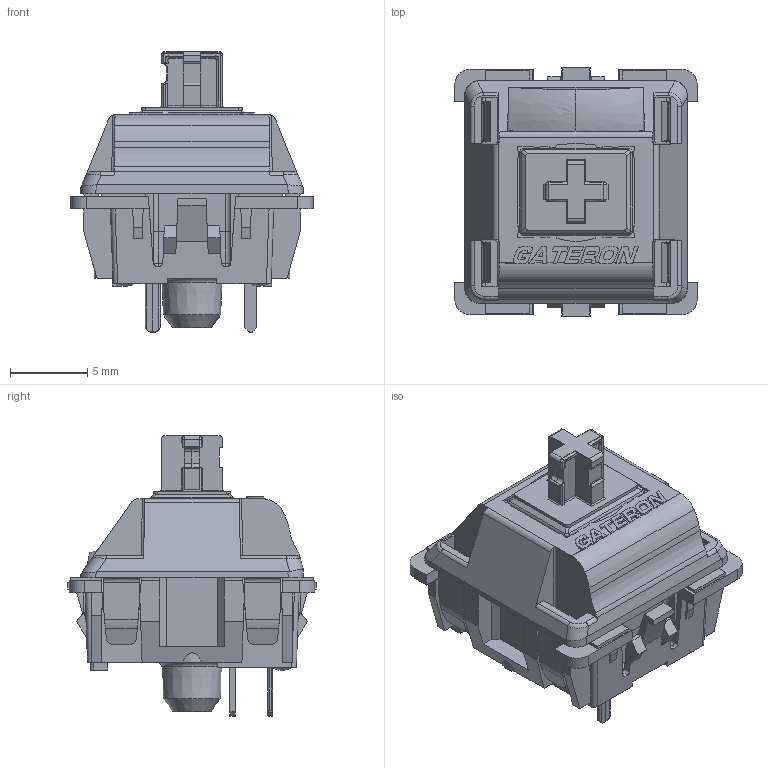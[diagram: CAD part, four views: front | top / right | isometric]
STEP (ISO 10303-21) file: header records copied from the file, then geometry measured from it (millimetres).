
FILE_DESCRIPTION(/* description */ (''),/* implementation_level */ '2;1');
FILE_NAME(/* name */ 'KS-9 PRO3.0 FWQ_stp.stp',/* time_stamp */ '2023-05-06T16:06:41+08:00',/* author */ (''),/* organization */ (''),/* preprocessor_version */ 'ST-DEVELOPER v14',/* originating_system */ 'SIEMENS PLM Software NX 8.0',/* authorisation */ '');
FILE_SCHEMA (('AP203_CONFIGURATION_CONTROLLED_3D_DESIGN_OF_MECHANICAL_PARTS_AND_ASSEMBLIES_MIM_LF { 1 0 10303 403 2 1 2}'));
Length unit declared in the file: millimetre
Products named in the file (1): KS-9 PRO3.0 FWQ_stp
Bounding box: 15.7 x 16.1 x 18.2 mm (x, y, z)
Volume: 1535.7 mm3; surface area: 1586 mm2
Topology: 1 solids, 2 shells, 752 faces, 2133 edges, 1389 vertices
Faces by surface type: plane 538, cylinder 164, bspline 16, extrusion 15, sphere 7, torus 6, cone 5, revolution 1
Full cylindrical faces by diameter (mm): 1.5 x2, 1.6 x1
Entity records: 25072 total; most frequent: CARTESIAN_POINT 5544, ORIENTED_EDGE 4234, DIRECTION 3806, EDGE_CURVE 2117, VECTOR 1603, LINE 1588, VERTEX_POINT 1385, AXIS2_PLACEMENT_3D 1101
